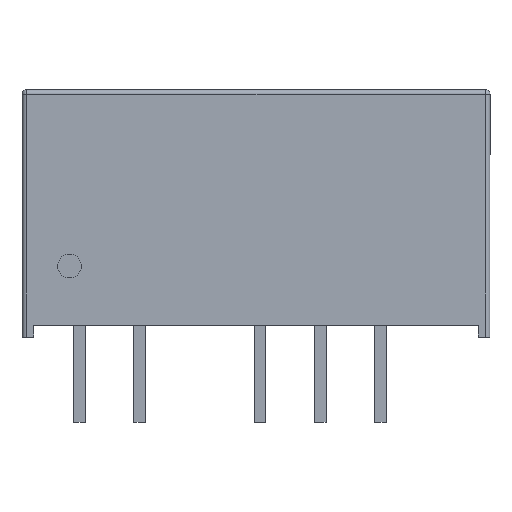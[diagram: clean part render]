
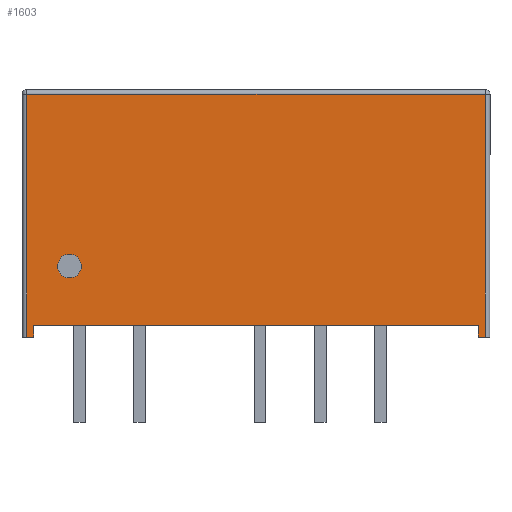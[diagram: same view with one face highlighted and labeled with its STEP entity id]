
A CAD part, front view. The second image highlights one B-rep face of the part: STEP entity #1603.
In plain terms, the highlighted planar face has unit normal (0, -1, 0).
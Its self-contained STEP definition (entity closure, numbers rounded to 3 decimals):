
#974=CARTESIAN_POINT('',(-7.375,-3.675,3.));
#975=VERTEX_POINT('',#974);
#984=CARTESIAN_POINT('',(-8.375,-3.675,3.));
#985=VERTEX_POINT('',#984);
#986=CARTESIAN_POINT('',(-7.875,-3.675,3.));
#987=DIRECTION('',(0.0,1.0,0.0));
#988=DIRECTION('',(1.0,0.0,0.0));
#989=AXIS2_PLACEMENT_3D('',#986,#987,#988);
#990=CIRCLE('',#989,0.5);
#991=EDGE_CURVE('',#985,#975,#990,.T.);
#1025=CARTESIAN_POINT('',(-7.875,-3.675,3.));
#1026=DIRECTION('',(0.0,1.0,0.0));
#1027=DIRECTION('',(1.0,0.0,0.0));
#1028=AXIS2_PLACEMENT_3D('',#1025,#1026,#1027);
#1029=CIRCLE('',#1028,0.5);
#1030=EDGE_CURVE('',#975,#985,#1029,.T.);
#1096=CARTESIAN_POINT('',(9.675,-3.675,10.25));
#1097=VERTEX_POINT('',#1096);
#1155=CARTESIAN_POINT('',(-9.675,-3.675,10.25));
#1156=VERTEX_POINT('',#1155);
#1214=CARTESIAN_POINT('',(-9.675,-3.675,0.0));
#1215=VERTEX_POINT('',#1214);
#1223=CARTESIAN_POINT('',(-9.675,-3.675,0.0));
#1224=DIRECTION('',(0.0,0.0,1.0));
#1225=VECTOR('',#1224,10.25);
#1226=LINE('',#1223,#1225);
#1227=EDGE_CURVE('',#1215,#1156,#1226,.T.);
#1245=CARTESIAN_POINT('',(-9.675,-3.675,10.25));
#1246=DIRECTION('',(1.0,0.0,0.0));
#1247=VECTOR('',#1246,19.35);
#1248=LINE('',#1245,#1247);
#1249=EDGE_CURVE('',#1156,#1097,#1248,.T.);
#1321=CARTESIAN_POINT('',(9.675,-3.675,0.0));
#1322=VERTEX_POINT('',#1321);
#1339=CARTESIAN_POINT('',(9.675,-3.675,10.25));
#1340=DIRECTION('',(0.0,0.0,-1.0));
#1341=VECTOR('',#1340,10.25);
#1342=LINE('',#1339,#1341);
#1343=EDGE_CURVE('',#1097,#1322,#1342,.T.);
#1487=CARTESIAN_POINT('',(9.375,-3.675,0.0));
#1488=VERTEX_POINT('',#1487);
#1489=CARTESIAN_POINT('',(9.375,-3.675,0.0));
#1490=DIRECTION('',(1.0,0.0,0.0));
#1491=VECTOR('',#1490,0.3);
#1492=LINE('',#1489,#1491);
#1493=EDGE_CURVE('',#1488,#1322,#1492,.T.);
#1517=CARTESIAN_POINT('',(9.375,-3.675,0.5));
#1518=VERTEX_POINT('',#1517);
#1527=CARTESIAN_POINT('',(9.375,-3.675,0.5));
#1528=DIRECTION('',(0.0,0.0,-1.0));
#1529=VECTOR('',#1528,0.5);
#1530=LINE('',#1527,#1529);
#1531=EDGE_CURVE('',#1518,#1488,#1530,.T.);
#1542=CARTESIAN_POINT('',(-9.375,-3.675,0.5));
#1543=VERTEX_POINT('',#1542);
#1544=CARTESIAN_POINT('',(9.375,-3.675,0.5));
#1545=DIRECTION('',(-1.0,0.0,0.0));
#1546=VECTOR('',#1545,18.75);
#1547=LINE('',#1544,#1546);
#1548=EDGE_CURVE('',#1518,#1543,#1547,.T.);
#1572=CARTESIAN_POINT('',(-9.625,-3.675,0.25));
#1573=DIRECTION('',(0.0,-1.0,0.0));
#1574=DIRECTION('',(1.0,0.0,0.0));
#1575=AXIS2_PLACEMENT_3D('',#1572,#1573,#1574);
#1576=PLANE('',#1575);
#1577=ORIENTED_EDGE('',*,*,#1227,.F.);
#1578=CARTESIAN_POINT('',(-9.375,-3.675,0.0));
#1579=VERTEX_POINT('',#1578);
#1580=CARTESIAN_POINT('',(-9.675,-3.675,0.0));
#1581=DIRECTION('',(1.0,0.0,0.0));
#1582=VECTOR('',#1581,0.3);
#1583=LINE('',#1580,#1582);
#1584=EDGE_CURVE('',#1215,#1579,#1583,.T.);
#1585=ORIENTED_EDGE('',*,*,#1584,.T.);
#1586=CARTESIAN_POINT('',(-9.375,-3.675,0.0));
#1587=DIRECTION('',(0.0,0.0,1.0));
#1588=VECTOR('',#1587,0.5);
#1589=LINE('',#1586,#1588);
#1590=EDGE_CURVE('',#1579,#1543,#1589,.T.);
#1591=ORIENTED_EDGE('',*,*,#1590,.T.);
#1592=ORIENTED_EDGE('',*,*,#1548,.F.);
#1593=ORIENTED_EDGE('',*,*,#1531,.T.);
#1594=ORIENTED_EDGE('',*,*,#1493,.T.);
#1595=ORIENTED_EDGE('',*,*,#1343,.F.);
#1596=ORIENTED_EDGE('',*,*,#1249,.F.);
#1597=EDGE_LOOP('',(#1577,#1585,#1591,#1592,#1593,#1594,#1595,#1596));
#1598=FACE_OUTER_BOUND('',#1597,.T.);
#1599=ORIENTED_EDGE('',*,*,#1030,.T.);
#1600=ORIENTED_EDGE('',*,*,#991,.T.);
#1601=EDGE_LOOP('',(#1599,#1600));
#1602=FACE_BOUND('',#1601,.T.);
#1603=ADVANCED_FACE('',(#1598,#1602),#1576,.T.);
